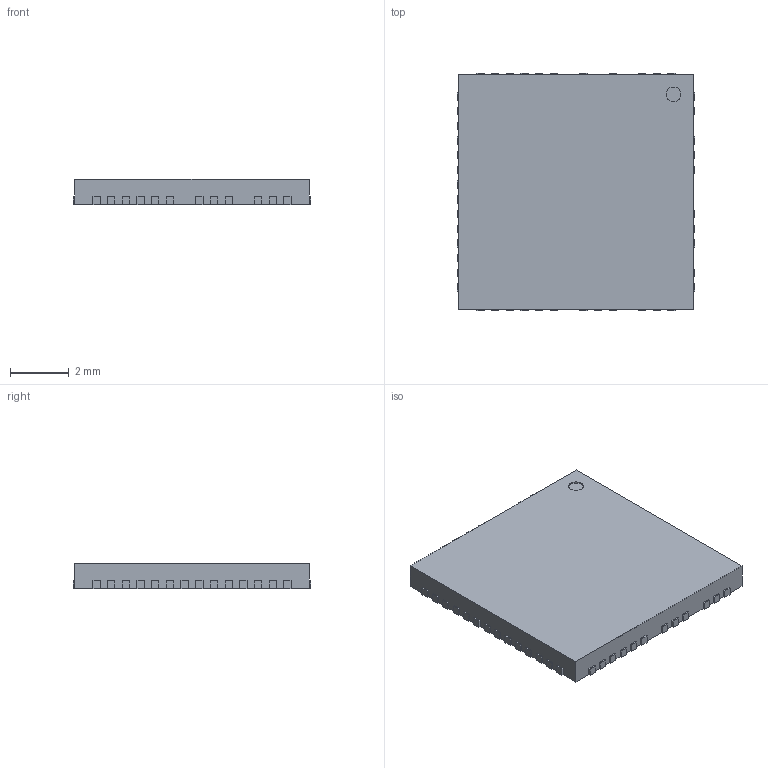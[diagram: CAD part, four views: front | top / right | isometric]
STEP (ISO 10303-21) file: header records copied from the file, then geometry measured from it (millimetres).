
FILE_DESCRIPTION(/* description */ (''),/* implementation_level */ '2;1');
FILE_NAME(/* name */ 'QFN-56-1EP_8x8mm_P0.5mm_EP6.25x6.25mm_ThermalVias_TMC.step',/* time_stamp */ '2021-10-29T09:38:51+02:00',/* author */ (''),/* organization */ (''),/* preprocessor_version */ 'ST-DEVELOPER v18.1',/* originating_system */ 'Autodesk Translation Framework v10.10.0.1391',/* authorisation */ '');
FILE_SCHEMA (('AUTOMOTIVE_DESIGN { 1 0 10303 214 3 1 1 }'));
Length unit declared in the file: millimetre
Products named in the file (2): (Nicht gespeichert); QFN-56_TMC_wettable
Assembly tree (1 placements, depth 2):
  (Nicht gespeichert)
    QFN-56_TMC_wettable
Bounding box: 8.1 x 8.1 x 0.86 mm (x, y, z)
Volume: 55 mm3; surface area: 161.4 mm2
Topology: 1 solids, 1 shells, 483 faces, 1345 edges, 864 vertices
Faces by surface type: plane 389, cylinder 94
Full cylindrical faces by diameter (mm): 0.5 x1
Entity records: 15571 total; most frequent: CARTESIAN_POINT 2695, ORIENTED_EDGE 2690, DIRECTION 2505, EDGE_CURVE 1345, LINE 1157, VECTOR 1157, VERTEX_POINT 864, AXIS2_PLACEMENT_3D 674
